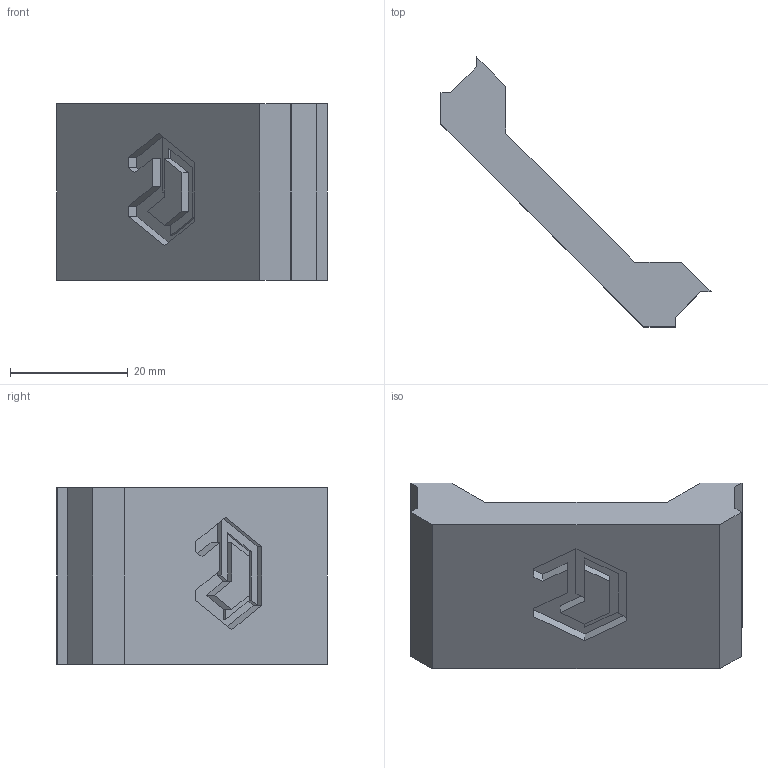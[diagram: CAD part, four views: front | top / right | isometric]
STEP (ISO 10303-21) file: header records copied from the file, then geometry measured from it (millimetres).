
FILE_DESCRIPTION(/* description */ (''),/* implementation_level */ '2;1');
FILE_NAME(/* name */ '20_Cube_Insert_Mirror_Holder_wLogo_v3.stp',/* time_stamp */ '2020-12-03T16:22:30+01:00',/* author */ ('UC2'),/* organization */ (''),/* preprocessor_version */ 'ST-DEVELOPER v17',/* originating_system */ 'Autodesk Inventor 2019',/* authorisation */ '');
FILE_SCHEMA (('AUTOMOTIVE_DESIGN { 1 0 10303 214 3 1 1 }'));
Length unit declared in the file: millimetre
Products named in the file (1): 20_Cube_Insert_Mirror_Holder_wLogo_v3
Bounding box: 45.9 x 45.9 x 30 mm (x, y, z)
Volume: 13444.9 mm3; surface area: 5291.1 mm2
Topology: 1 solids, 1 shells, 47 faces, 126 edges, 82 vertices
Faces by surface type: plane 47
Entity records: 1471 total; most frequent: CARTESIAN_POINT 256, ORIENTED_EDGE 252, DIRECTION 222, LINE 126, VECTOR 126, EDGE_CURVE 126, VERTEX_POINT 82, EDGE_LOOP 48
